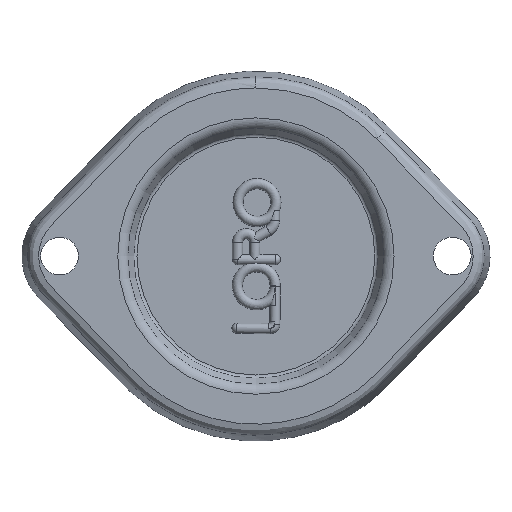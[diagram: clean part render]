
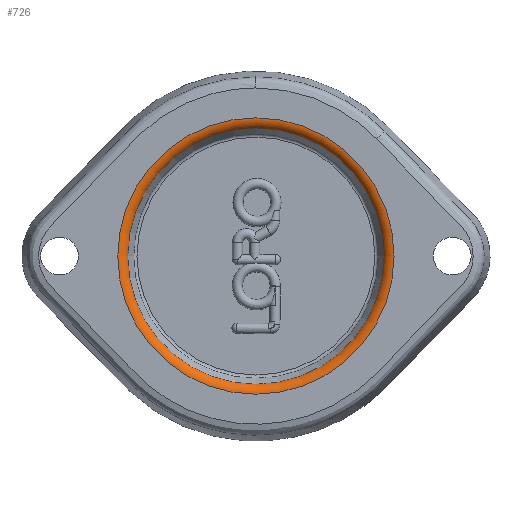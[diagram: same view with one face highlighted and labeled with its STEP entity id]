
A CAD part, top view. The second image highlights one B-rep face of the part: STEP entity #726.
In plain terms, the highlighted toroidal (fillet/blend) face has major radius 365.949 mm and minor radius 30 mm.
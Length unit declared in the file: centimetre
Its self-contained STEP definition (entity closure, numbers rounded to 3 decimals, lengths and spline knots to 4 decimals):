
#71=TOROIDAL_SURFACE('',#881,36.5949,3.);
#112=FACE_OUTER_BOUND('',#158,.T.);
#158=EDGE_LOOP('',(#651,#652,#653,#654,#655));
#215=CIRCLE('',#879,33.9586);
#216=CIRCLE('',#880,33.9586);
#217=CIRCLE('',#882,36.5949);
#218=CIRCLE('',#883,3.);
#322=VERTEX_POINT('',#10661);
#323=VERTEX_POINT('',#10663);
#324=VERTEX_POINT('',#10667);
#435=EDGE_CURVE('',#323,#322,#215,.T.);
#436=EDGE_CURVE('',#322,#323,#216,.T.);
#437=EDGE_CURVE('',#324,#324,#217,.T.);
#438=EDGE_CURVE('',#324,#323,#218,.T.);
#651=ORIENTED_EDGE('',*,*,#437,.F.);
#652=ORIENTED_EDGE('',*,*,#438,.T.);
#653=ORIENTED_EDGE('',*,*,#435,.T.);
#654=ORIENTED_EDGE('',*,*,#436,.T.);
#655=ORIENTED_EDGE('',*,*,#438,.F.);
#726=ADVANCED_FACE('',(#112),#71,.T.);
#879=AXIS2_PLACEMENT_3D('',#10664,#1092,#1093);
#880=AXIS2_PLACEMENT_3D('',#10665,#1094,#1095);
#881=AXIS2_PLACEMENT_3D('',#10666,#1096,#1097);
#882=AXIS2_PLACEMENT_3D('',#10668,#1098,#1099);
#883=AXIS2_PLACEMENT_3D('',#10669,#1100,#1101);
#1092=DIRECTION('center_axis',(0.,0.,
-1.));
#1093=DIRECTION('ref_axis',(1.,0.,0.));
#1094=DIRECTION('center_axis',(0.,0.,
-1.));
#1095=DIRECTION('ref_axis',(1.,0.,0.));
#1096=DIRECTION('center_axis',(0.,0.,
-1.));
#1097=DIRECTION('ref_axis',(0.,1.,0.));
#1098=DIRECTION('center_axis',(0.,0.,
-1.));
#1099=DIRECTION('ref_axis',(1.,0.,0.));
#1100=DIRECTION('center_axis',(-1.,0.,0.));
#1101=DIRECTION('ref_axis',(0.,-1.,0.));
#10661=CARTESIAN_POINT('',(33.9957,-0.0372,7.4317));
#10663=CARTESIAN_POINT('',(0.0371,-33.9957,7.4317));
#10664=CARTESIAN_POINT('Origin',(0.0371,-0.0372,
7.4317));
#10665=CARTESIAN_POINT('Origin',(0.0371,-0.0372,
7.4317));
#10666=CARTESIAN_POINT('Origin',(0.0371,-0.0372,
6.));
#10667=CARTESIAN_POINT('',(0.0371,-36.632,9.));
#10668=CARTESIAN_POINT('Origin',(0.0371,-0.0372,
9.));
#10669=CARTESIAN_POINT('Origin',(0.0371,-36.632,6.));
